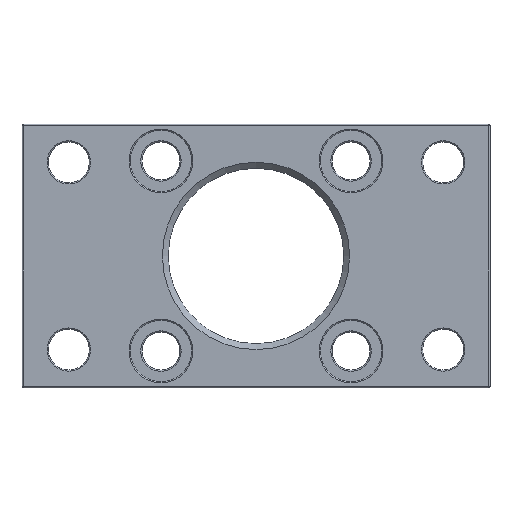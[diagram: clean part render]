
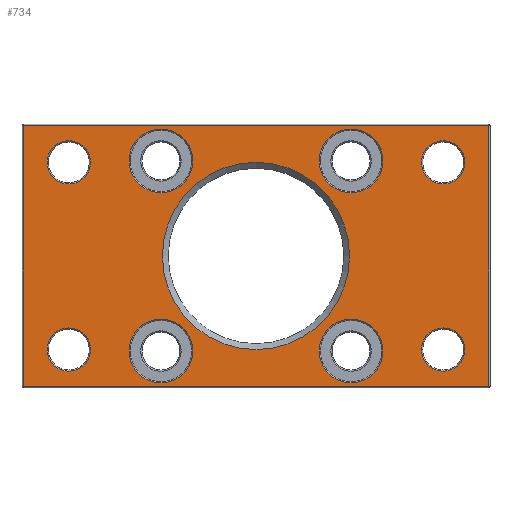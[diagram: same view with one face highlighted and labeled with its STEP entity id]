
A CAD part, top view. The second image highlights one B-rep face of the part: STEP entity #734.
In plain terms, the highlighted planar face has unit normal (0, 0, 1).
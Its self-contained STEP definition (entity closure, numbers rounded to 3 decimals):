
#180=CARTESIAN_POINT('',(-39.8,-22.3,5.0));
#181=VERTEX_POINT('',#180);
#272=CARTESIAN_POINT('',(-39.8,22.3,5.0));
#273=VERTEX_POINT('',#272);
#335=CARTESIAN_POINT('',(-39.8,-22.3,5.0));
#336=DIRECTION('',(0.0,1.0,0.0));
#337=VECTOR('',#336,44.6);
#338=LINE('',#335,#337);
#339=EDGE_CURVE('',#181,#273,#338,.T.);
#351=CARTESIAN_POINT('',(39.8,-22.3,5.0));
#352=VERTEX_POINT('',#351);
#408=CARTESIAN_POINT('',(39.8,22.3,5.0));
#409=VERTEX_POINT('',#408);
#471=CARTESIAN_POINT('',(-39.8,22.3,5.0));
#472=DIRECTION('',(1.0,0.0,0.0));
#473=VECTOR('',#472,79.6);
#474=LINE('',#471,#473);
#475=EDGE_CURVE('',#273,#409,#474,.T.);
#493=CARTESIAN_POINT('',(39.8,22.3,5.0));
#494=DIRECTION('',(0.0,-1.0,0.0));
#495=VECTOR('',#494,44.6);
#496=LINE('',#493,#495);
#497=EDGE_CURVE('',#409,#352,#496,.T.);
#515=CARTESIAN_POINT('',(39.8,-22.3,5.0));
#516=DIRECTION('',(-1.0,0.0,0.0));
#517=VECTOR('',#516,79.6);
#518=LINE('',#515,#517);
#519=EDGE_CURVE('',#352,#181,#518,.T.);
#624=CARTESIAN_POINT('',(0.0,0.,5.0));
#625=DIRECTION('',(0.0,0.0,1.0));
#626=DIRECTION('',(1.0,0.0,0.0));
#627=AXIS2_PLACEMENT_3D('',#624,#625,#626);
#628=PLANE('',#627);
#629=ORIENTED_EDGE('',*,*,#339,.F.);
#630=ORIENTED_EDGE('',*,*,#519,.F.);
#631=ORIENTED_EDGE('',*,*,#497,.F.);
#632=ORIENTED_EDGE('',*,*,#475,.F.);
#633=EDGE_LOOP('',(#629,#630,#631,#632));
#634=FACE_OUTER_BOUND('',#633,.T.);
#635=CARTESIAN_POINT('',(21.7,16.25,5.0));
#636=VERTEX_POINT('',#635);
#637=CARTESIAN_POINT('',(16.25,16.25,5.0));
#638=DIRECTION('',(0.0,0.0,1.0));
#639=DIRECTION('',(-1.0,0.0,0.0));
#640=AXIS2_PLACEMENT_3D('',#637,#638,#639);
#641=CIRCLE('',#640,5.45);
#642=EDGE_CURVE('',#636,#636,#641,.T.);
#643=ORIENTED_EDGE('',*,*,#642,.F.);
#644=EDGE_LOOP('',(#643));
#645=FACE_BOUND('',#644,.T.);
#646=CARTESIAN_POINT('',(-10.8,-16.25,5.0));
#647=VERTEX_POINT('',#646);
#648=CARTESIAN_POINT('',(-16.25,-16.25,5.0));
#649=DIRECTION('',(0.0,0.0,1.0));
#650=DIRECTION('',(-1.0,0.0,0.0));
#651=AXIS2_PLACEMENT_3D('',#648,#649,#650);
#652=CIRCLE('',#651,5.45);
#653=EDGE_CURVE('',#647,#647,#652,.T.);
#654=ORIENTED_EDGE('',*,*,#653,.F.);
#655=EDGE_LOOP('',(#654));
#656=FACE_BOUND('',#655,.T.);
#657=CARTESIAN_POINT('',(35.7,-16.0,5.0));
#658=VERTEX_POINT('',#657);
#659=CARTESIAN_POINT('',(32.0,-16.0,5.0));
#660=DIRECTION('',(0.0,0.0,1.0));
#661=DIRECTION('',(-1.0,0.0,0.0));
#662=AXIS2_PLACEMENT_3D('',#659,#660,#661);
#663=CIRCLE('',#662,3.7);
#664=EDGE_CURVE('',#658,#658,#663,.T.);
#665=ORIENTED_EDGE('',*,*,#664,.F.);
#666=EDGE_LOOP('',(#665));
#667=FACE_BOUND('',#666,.T.);
#668=CARTESIAN_POINT('',(-28.3,-16.0,5.0));
#669=VERTEX_POINT('',#668);
#670=CARTESIAN_POINT('',(-32.0,-16.0,5.0));
#671=DIRECTION('',(0.0,0.0,1.0));
#672=DIRECTION('',(-1.0,0.0,0.0));
#673=AXIS2_PLACEMENT_3D('',#670,#671,#672);
#674=CIRCLE('',#673,3.7);
#675=EDGE_CURVE('',#669,#669,#674,.T.);
#676=ORIENTED_EDGE('',*,*,#675,.F.);
#677=EDGE_LOOP('',(#676));
#678=FACE_BOUND('',#677,.T.);
#679=CARTESIAN_POINT('',(16.0,0.,5.0));
#680=VERTEX_POINT('',#679);
#681=CARTESIAN_POINT('',(0.0,0.0,5.0));
#682=DIRECTION('',(0.0,0.0,1.0));
#683=DIRECTION('',(-1.0,0.0,0.0));
#684=AXIS2_PLACEMENT_3D('',#681,#682,#683);
#685=CIRCLE('',#684,16.0);
#686=EDGE_CURVE('',#680,#680,#685,.T.);
#687=ORIENTED_EDGE('',*,*,#686,.F.);
#688=EDGE_LOOP('',(#687));
#689=FACE_BOUND('',#688,.T.);
#690=CARTESIAN_POINT('',(-28.3,16.0,5.0));
#691=VERTEX_POINT('',#690);
#692=CARTESIAN_POINT('',(-32.0,16.0,5.0));
#693=DIRECTION('',(0.0,0.0,1.0));
#694=DIRECTION('',(-1.0,0.0,0.0));
#695=AXIS2_PLACEMENT_3D('',#692,#693,#694);
#696=CIRCLE('',#695,3.7);
#697=EDGE_CURVE('',#691,#691,#696,.T.);
#698=ORIENTED_EDGE('',*,*,#697,.F.);
#699=EDGE_LOOP('',(#698));
#700=FACE_BOUND('',#699,.T.);
#701=CARTESIAN_POINT('',(35.7,16.0,5.0));
#702=VERTEX_POINT('',#701);
#703=CARTESIAN_POINT('',(32.0,16.0,5.0));
#704=DIRECTION('',(0.0,0.0,1.0));
#705=DIRECTION('',(-1.0,0.0,0.0));
#706=AXIS2_PLACEMENT_3D('',#703,#704,#705);
#707=CIRCLE('',#706,3.7);
#708=EDGE_CURVE('',#702,#702,#707,.T.);
#709=ORIENTED_EDGE('',*,*,#708,.F.);
#710=EDGE_LOOP('',(#709));
#711=FACE_BOUND('',#710,.T.);
#712=CARTESIAN_POINT('',(21.7,-16.25,5.0));
#713=VERTEX_POINT('',#712);
#714=CARTESIAN_POINT('',(16.25,-16.25,5.0));
#715=DIRECTION('',(0.0,0.0,1.0));
#716=DIRECTION('',(-1.0,0.0,0.0));
#717=AXIS2_PLACEMENT_3D('',#714,#715,#716);
#718=CIRCLE('',#717,5.45);
#719=EDGE_CURVE('',#713,#713,#718,.T.);
#720=ORIENTED_EDGE('',*,*,#719,.F.);
#721=EDGE_LOOP('',(#720));
#722=FACE_BOUND('',#721,.T.);
#723=CARTESIAN_POINT('',(-10.8,16.25,5.0));
#724=VERTEX_POINT('',#723);
#725=CARTESIAN_POINT('',(-16.25,16.25,5.0));
#726=DIRECTION('',(0.0,0.0,1.0));
#727=DIRECTION('',(-1.0,0.0,0.0));
#728=AXIS2_PLACEMENT_3D('',#725,#726,#727);
#729=CIRCLE('',#728,5.45);
#730=EDGE_CURVE('',#724,#724,#729,.T.);
#731=ORIENTED_EDGE('',*,*,#730,.F.);
#732=EDGE_LOOP('',(#731));
#733=FACE_BOUND('',#732,.T.);
#734=ADVANCED_FACE('',(#634,#645,#656,#667,#678,#689,#700,#711,#722,#733),#628,.T.);
